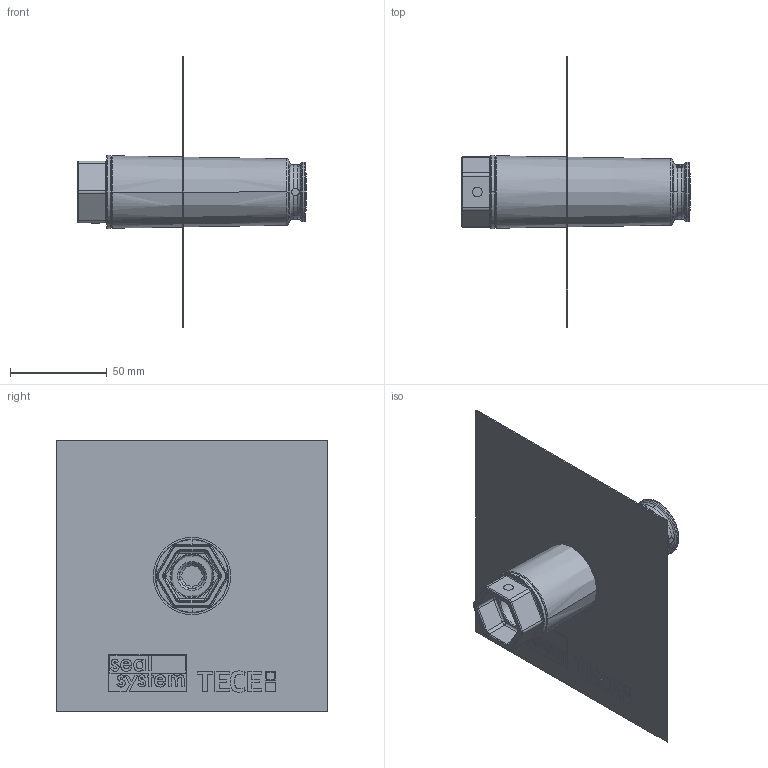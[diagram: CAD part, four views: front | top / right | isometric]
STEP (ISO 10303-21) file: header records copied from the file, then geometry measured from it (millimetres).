
FILE_DESCRIPTION((''),'2;1');
FILE_NAME('ASM0001_ASM','2023-01-05T',('jvgoer'),('NET'),'CREO PARAMETRIC BY PTC INC, 2018360','CREO PARAMETRIC BY PTC INC, 2018360','');
FILE_SCHEMA(('CONFIG_CONTROL_DESIGN'));
Products named in the file (9): FL900_179_40; FL900_180_40; FL900_178_40_ASM; FL900_172_30; FL900_184_40_ASM; FL900_188_00; FL900_218_00_ASM; FL900_174_00; ASM0001_ASM
Assembly tree (8 placements, depth 5):
  ASM0001_ASM
    FL900_218_00_ASM
      FL900_184_40_ASM
        FL900_178_40_ASM
          FL900_179_40
          FL900_180_40
        FL900_172_30
      FL900_188_00
    FL900_174_00
Bounding box: 118 x 140 x 140 mm (x, y, z)
Volume: 77345.5 mm3; surface area: 85574.1 mm2
Topology: 5 solids, 5 shells, 1526 faces, 4009 edges, 2543 vertices
Faces by surface type: plane 579, cylinder 404, bspline 292, torus 107, extrusion 76, cone 38, sphere 30
Entity records: 74342 total; most frequent: CARTESIAN_POINT 25104, ORIENTED_EDGE 8018, DIRECTION 6301, PRESENTATION_STYLE_ASSIGNMENT 4269, STYLED_ITEM 4014, CURVE_STYLE 4009, EDGE_CURVE 4009, VERTEX_POINT 2543
